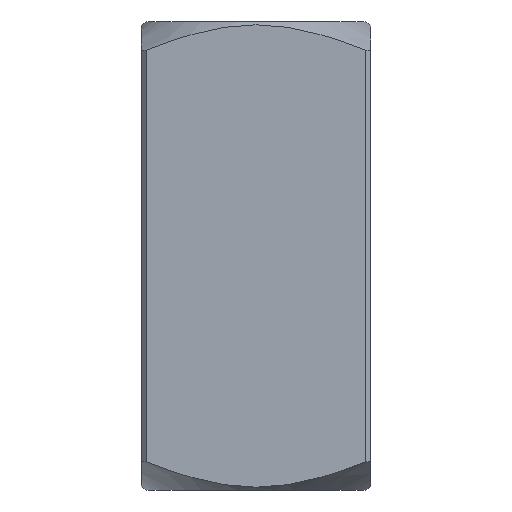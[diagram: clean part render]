
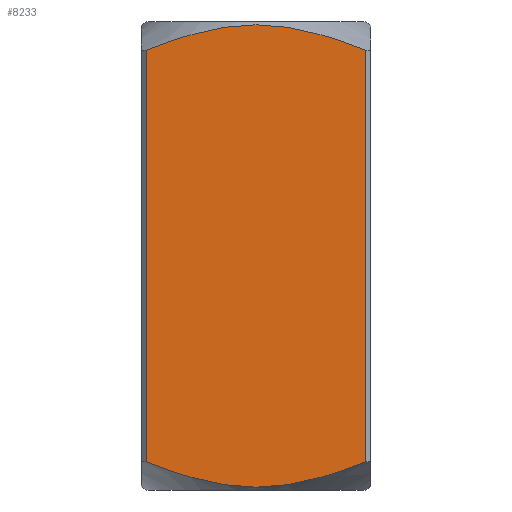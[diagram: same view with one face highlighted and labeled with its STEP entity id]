
A CAD part, front view. The second image highlights one B-rep face of the part: STEP entity #8233.
In plain terms, the highlighted planar face has unit normal (0, -1, 0).
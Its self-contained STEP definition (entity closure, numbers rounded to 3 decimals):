
#538=(
BOUNDED_CURVE()
B_SPLINE_CURVE(2,(#18413,#18414,#18415),.UNSPECIFIED.,.F.,.F.)
B_SPLINE_CURVE_WITH_KNOTS((3,3),(6.004,10.308),
 .UNSPECIFIED.)
CURVE()
GEOMETRIC_REPRESENTATION_ITEM()
RATIONAL_B_SPLINE_CURVE((1.457,1.457,1.222))
REPRESENTATION_ITEM('')
);
#539=(
BOUNDED_CURVE()
B_SPLINE_CURVE(2,(#18422,#18423,#18424),.UNSPECIFIED.,.F.,.F.)
B_SPLINE_CURVE_WITH_KNOTS((3,3),(1.701,6.004),
 .UNSPECIFIED.)
CURVE()
GEOMETRIC_REPRESENTATION_ITEM()
RATIONAL_B_SPLINE_CURVE((1.222,1.457,1.457))
REPRESENTATION_ITEM('')
);
#550=(
BOUNDED_CURVE()
B_SPLINE_CURVE(2,(#18471,#18472,#18473),.UNSPECIFIED.,.F.,.F.)
B_SPLINE_CURVE_WITH_KNOTS((3,3),(6.004,10.308),
 .UNSPECIFIED.)
CURVE()
GEOMETRIC_REPRESENTATION_ITEM()
RATIONAL_B_SPLINE_CURVE((1.457,1.457,1.222))
REPRESENTATION_ITEM('')
);
#551=(
BOUNDED_CURVE()
B_SPLINE_CURVE(2,(#18479,#18480,#18481),.UNSPECIFIED.,.F.,.F.)
B_SPLINE_CURVE_WITH_KNOTS((3,3),(1.701,6.004),
 .UNSPECIFIED.)
CURVE()
GEOMETRIC_REPRESENTATION_ITEM()
RATIONAL_B_SPLINE_CURVE((1.222,1.457,1.457))
REPRESENTATION_ITEM('')
);
#649=LINE('',#18395,#1213);
#654=LINE('',#18451,#1218);
#1213=VECTOR('',#9747,10.);
#1218=VECTOR('',#9762,10.);
#1773=PLANE('',#8768);
#2006=FACE_OUTER_BOUND('',#2445,.T.);
#2445=EDGE_LOOP('',(#5834,#5835,#5836,#5837,#5838,#5839));
#3527=VERTEX_POINT('',#18390);
#3528=VERTEX_POINT('',#18394);
#3532=VERTEX_POINT('',#18412);
#3535=VERTEX_POINT('',#18421);
#3540=VERTEX_POINT('',#18445);
#3545=VERTEX_POINT('',#18470);
#4378=EDGE_CURVE('',#3527,#3528,#649,.T.);
#4384=EDGE_CURVE('',#3532,#3528,#538,.T.);
#4388=EDGE_CURVE('',#3535,#3532,#539,.T.);
#4396=EDGE_CURVE('',#3535,#3540,#654,.T.);
#4402=EDGE_CURVE('',#3545,#3540,#550,.T.);
#4406=EDGE_CURVE('',#3527,#3545,#551,.T.);
#5834=ORIENTED_EDGE('',*,*,#4378,.F.);
#5835=ORIENTED_EDGE('',*,*,#4406,.T.);
#5836=ORIENTED_EDGE('',*,*,#4402,.T.);
#5837=ORIENTED_EDGE('',*,*,#4396,.F.);
#5838=ORIENTED_EDGE('',*,*,#4388,.T.);
#5839=ORIENTED_EDGE('',*,*,#4384,.T.);
#8233=ADVANCED_FACE('',(#2006),#1773,.T.);
#8768=AXIS2_PLACEMENT_3D('',#18517,#9819,#9820);
#9747=DIRECTION('',(0.,0.,1.));
#9762=DIRECTION('',(0.,0.,-1.));
#9819=DIRECTION('center_axis',(0.,-1.,0.));
#9820=DIRECTION('ref_axis',(0.,0.,-1.));
#18390=CARTESIAN_POINT('',(-33.5,-35.,-82.37));
#18394=CARTESIAN_POINT('',(-33.5,-35.,43.37));
#18395=CARTESIAN_POINT('',(-33.5,-35.,0.));
#18412=CARTESIAN_POINT('',(0.,-35.,51.134));
#18413=CARTESIAN_POINT('Ctrl Pts',(0.,-35.,51.134));
#18414=CARTESIAN_POINT('Ctrl Pts',(-14.051,-35.,51.134));
#18415=CARTESIAN_POINT('Ctrl Pts',(-33.5,-35.,43.37));
#18421=CARTESIAN_POINT('',(33.5,-35.,43.37));
#18422=CARTESIAN_POINT('Ctrl Pts',(33.5,-35.,43.37));
#18423=CARTESIAN_POINT('Ctrl Pts',(14.051,-35.,51.134));
#18424=CARTESIAN_POINT('Ctrl Pts',(0.,-35.,51.134));
#18445=CARTESIAN_POINT('',(33.5,-35.,-82.37));
#18451=CARTESIAN_POINT('',(33.5,-35.,0.));
#18470=CARTESIAN_POINT('',(0.,-35.,-90.134));
#18471=CARTESIAN_POINT('Ctrl Pts',(0.,-35.,-90.134));
#18472=CARTESIAN_POINT('Ctrl Pts',(14.051,-35.,-90.134));
#18473=CARTESIAN_POINT('Ctrl Pts',(33.5,-35.,-82.37));
#18479=CARTESIAN_POINT('Ctrl Pts',(-33.5,-35.,-82.37));
#18480=CARTESIAN_POINT('Ctrl Pts',(-14.051,-35.,-90.134));
#18481=CARTESIAN_POINT('Ctrl Pts',(0.,-35.,-90.134));
#18517=CARTESIAN_POINT('Origin',(35.,-35.,0.));
